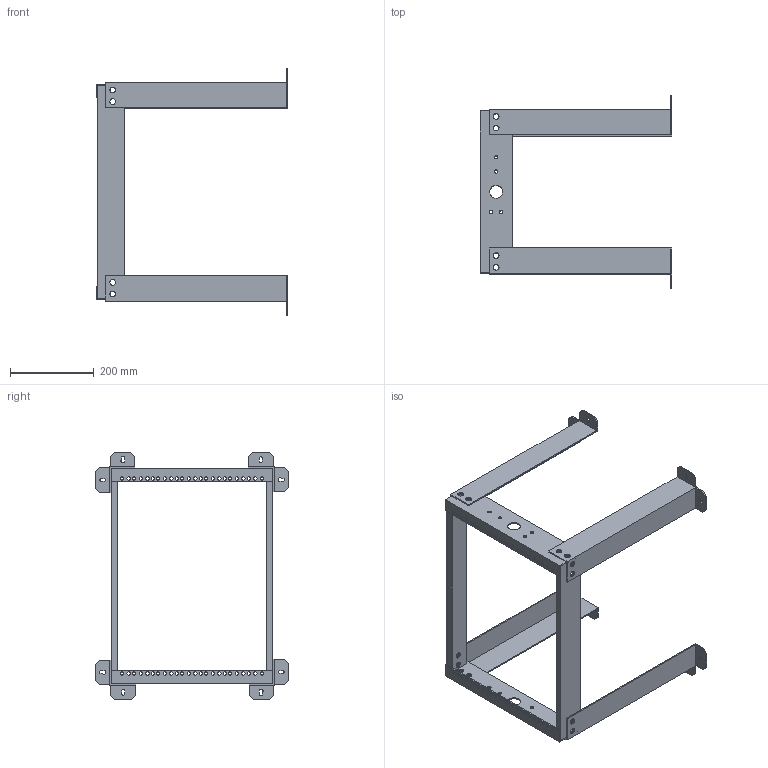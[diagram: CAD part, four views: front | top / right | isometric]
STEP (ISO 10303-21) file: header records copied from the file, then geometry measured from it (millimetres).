
FILE_DESCRIPTION (( 'STEP AP214' ), '1' );
FILE_NAME ('RP00016-8.STEP', '2018-11-27T17:48:17', ( '' ), ( '' ), 'SwSTEP 2.0', 'SolidWorks 2017', '' );
FILE_SCHEMA (( 'AUTOMOTIVE_DESIGN' ));
Length unit declared in the file: inch
Products named in the file (9): RP00016-8_3; RP00016-8_2; RP00016-8_1; RP00016-8
Assembly tree (8 placements, depth 2):
  RP00016-8
    RP00016-8_1
    RP00016-8_2
    RP00016-8_1
    RP00016-8_2
    RP00016-8_3
    RP00016-8_3
    RP00016-8_3
    RP00016-8_3
Bounding box: 457 x 460.89 x 589.89 mm (x, y, z)
Volume: 1122518.1 mm3; surface area: 785866.9 mm2
Topology: 8 solids, 8 shells, 320 faces, 912 edges, 608 vertices
Faces by surface type: cylinder 200, plane 120
Entity records: 11412 total; most frequent: DIRECTION 1974, CARTESIAN_POINT 1851, ORIENTED_EDGE 1824, EDGE_CURVE 912, AXIS2_PLACEMENT_3D 731, VERTEX_POINT 608, EDGE_LOOP 516, LINE 512
